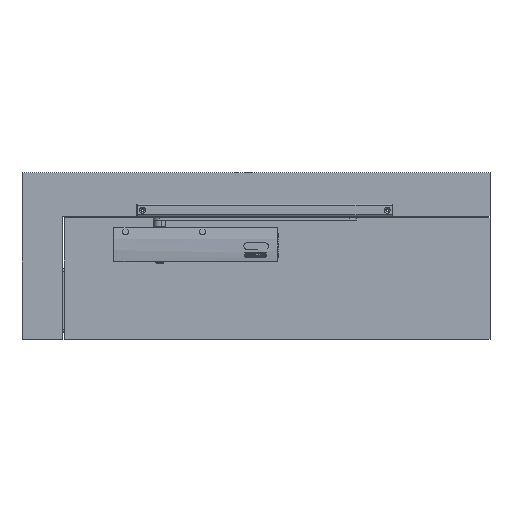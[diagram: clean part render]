
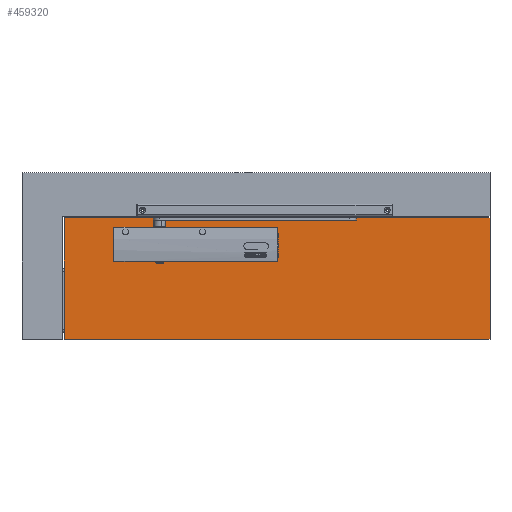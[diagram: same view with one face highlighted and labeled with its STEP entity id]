
A CAD part, top view. The second image highlights one B-rep face of the part: STEP entity #459320.
In plain terms, the highlighted planar face has unit normal (0, 0, 1).
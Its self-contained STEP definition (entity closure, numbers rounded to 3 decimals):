
#457720=CARTESIAN_POINT('',(-538.042,-34.998,
347.5));
#457730=VERTEX_POINT('',#457720);
#457900=CARTESIAN_POINT('',(-538.042,177.402,
347.5));
#457910=VERTEX_POINT('',#457900);
#457940=CARTESIAN_POINT('',(-538.042,-44.548,
347.5));
#457950=DIRECTION('',(0.,1.,0.));
#457960=VECTOR('',#457950,1.);
#457970=LINE('',#457940,#457960);
#457980=EDGE_CURVE('',#457730,#457910,#457970,.T.);
#458680=CARTESIAN_POINT('',(20.458,191.402,347.5
));
#458690=DIRECTION('',(-0.,-0.,-1.));
#458700=DIRECTION('',(0.,-1.,0.));
#458710=AXIS2_PLACEMENT_3D('',#458680,#458690,#458700);
#458720=PLANE('',#458710);
#458730=CARTESIAN_POINT('',(20.458,-17.848,
347.5));
#458740=DIRECTION('',(-1.,0.,0.));
#458750=VECTOR('',#458740,1.);
#458760=LINE('',#458730,#458750);
#458770=CARTESIAN_POINT('',(120.458,-17.848,
347.5));
#458780=VERTEX_POINT('',#458770);
#458790=CARTESIAN_POINT('',(-166.542,-17.848,
347.5));
#458800=VERTEX_POINT('',#458790);
#458810=EDGE_CURVE('',#458780,#458800,#458760,.T.);
#458820=ORIENTED_EDGE('',*,*,#458810,.T.);
#458830=CARTESIAN_POINT('',(120.458,-44.548,
347.5));
#458840=DIRECTION('',(0.,-1.,0.));
#458850=VECTOR('',#458840,1.);
#458860=LINE('',#458830,#458850);
#458870=CARTESIAN_POINT('',(120.458,41.152,
347.5));
#458880=VERTEX_POINT('',#458870);
#458890=EDGE_CURVE('',#458880,#458780,#458860,.T.);
#458900=ORIENTED_EDGE('',*,*,#458890,.T.);
#458910=CARTESIAN_POINT('',(20.458,41.152,
347.5));
#458920=DIRECTION('',(1.,0.,-0.));
#458930=VECTOR('',#458920,1.);
#458940=LINE('',#458910,#458930);
#458950=CARTESIAN_POINT('',(-166.542,41.152,
347.5));
#458960=VERTEX_POINT('',#458950);
#458970=EDGE_CURVE('',#458960,#458880,#458940,.T.);
#458980=ORIENTED_EDGE('',*,*,#458970,.T.);
#458990=CARTESIAN_POINT('',(-166.542,-44.548,
347.5));
#459000=DIRECTION('',(0.,1.,0.));
#459010=VECTOR('',#459000,1.);
#459020=LINE('',#458990,#459010);
#459030=EDGE_CURVE('',#458800,#458960,#459020,.T.);
#459040=ORIENTED_EDGE('',*,*,#459030,.T.);
#459050=EDGE_LOOP('',(#459040,#458980,#458900,#458820));
#459060=FACE_BOUND('',#459050,.T.);
#459070=CARTESIAN_POINT('',(20.458,-34.998,
347.5));
#459080=DIRECTION('',(1.,0.,0.));
#459090=VECTOR('',#459080,1.);
#459100=LINE('',#459070,#459090);
#459110=CARTESIAN_POINT('',(207.458,-34.998,
347.5));
#459120=VERTEX_POINT('',#459110);
#459130=EDGE_CURVE('',#457730,#459120,#459100,.T.);
#459140=ORIENTED_EDGE('',*,*,#459130,.T.);
#459150=ORIENTED_EDGE('',*,*,#457980,.F.);
#459160=CARTESIAN_POINT('',(20.458,177.402,347.5
));
#459170=DIRECTION('',(1.,0.,0.));
#459180=VECTOR('',#459170,1.);
#459190=LINE('',#459160,#459180);
#459200=CARTESIAN_POINT('',(207.458,177.402,347.5
));
#459210=VERTEX_POINT('',#459200);
#459220=EDGE_CURVE('',#457910,#459210,#459190,.T.);
#459230=ORIENTED_EDGE('',*,*,#459220,.F.);
#459240=CARTESIAN_POINT('',(207.458,-44.548,
347.5));
#459250=DIRECTION('',(0.,1.,0.));
#459260=VECTOR('',#459250,1.);
#459270=LINE('',#459240,#459260);
#459280=EDGE_CURVE('',#459120,#459210,#459270,.T.);
#459290=ORIENTED_EDGE('',*,*,#459280,.T.);
#459300=EDGE_LOOP('',(#459290,#459230,#459150,#459140));
#459310=FACE_OUTER_BOUND('',#459300,.T.);
#459320=ADVANCED_FACE('',(#459060,#459310),#458720,.F.);
